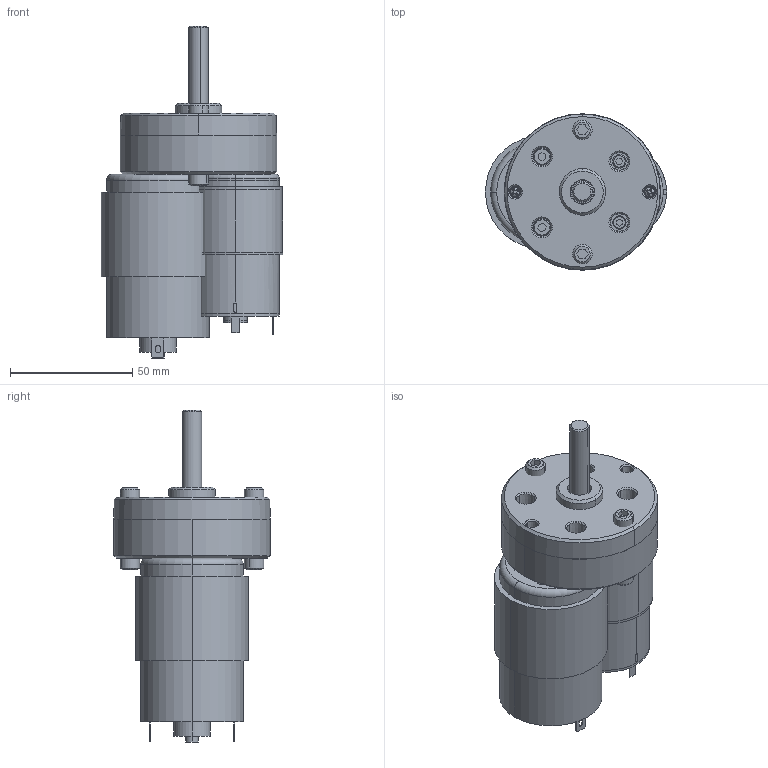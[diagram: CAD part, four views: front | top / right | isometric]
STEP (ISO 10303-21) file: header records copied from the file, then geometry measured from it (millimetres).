
FILE_DESCRIPTION (( 'STEP AP214' ), '1' );
FILE_NAME ('217-3198-STEP.STEP', '2013-12-06T21:41:58', ( '' ), ( '' ), 'SwSTEP 2.0', 'SolidWorks 2013', '' );
FILE_SCHEMA (( 'AUTOMOTIVE_DESIGN' ));
Length unit declared in the file: millimetre
Products named in the file (16): BaneBots RS550; BB RS775-18V; 217-3198-006 Rev1; SSA_SSAM4-0010ZC; SSA_SSAM3-0008ZC; SPPM2-10MM-ZC-TF_90116A020; SCREW-1032-0375; SCREW-1032-0500; 217-3198-005 Rev1_8t 32DP GEAR; 217-3198-004 Rev1_12T 32DP GEAR; 217-3198-003 Rev2_29t 32DP GEAR; 217-3198-002 Rev3_Input Housing; 217-3198-001 Rev2_Output Housing; 217-3198-STEP; 217-3239; 217-3246
Assembly tree (22 placements, depth 2):
  217-3198-STEP
    217-3198-001 Rev2_Output Housing
    217-3198-002 Rev3_Input Housing
    217-3198-003 Rev2_29t 32DP GEAR
    217-3198-004 Rev1_12T 32DP GEAR
    217-3198-005 Rev1_8t 32DP GEAR
    SCREW-1032-0500  x2
    SCREW-1032-0375  x2
    SPPM2-10MM-ZC-TF_90116A020  x2
    SSA_SSAM3-0008ZC  x2
    SSA_SSAM4-0010ZC  x2
    217-3198-006 Rev1  x2
    BB RS775-18V
    BaneBots RS550  x2
    217-3246
    217-3239
Bounding box: 74.09 x 64 x 135.8 mm (x, y, z)
Volume: 266792.7 mm3; surface area: 78126.9 mm2
Topology: 22 solids, 22 shells, 1470 faces, 3447 edges, 2112 vertices
Faces by surface type: cylinder 483, plane 422, cone 180, bspline 169, torus 134, sphere 82
Entity records: 54321 total; most frequent: CARTESIAN_POINT 24407, DIRECTION 6181, ORIENTED_EDGE 5934, EDGE_CURVE 2967, AXIS2_PLACEMENT_3D 2526, VERTEX_POINT 1810, EDGE_LOOP 1407, CIRCLE 1401
